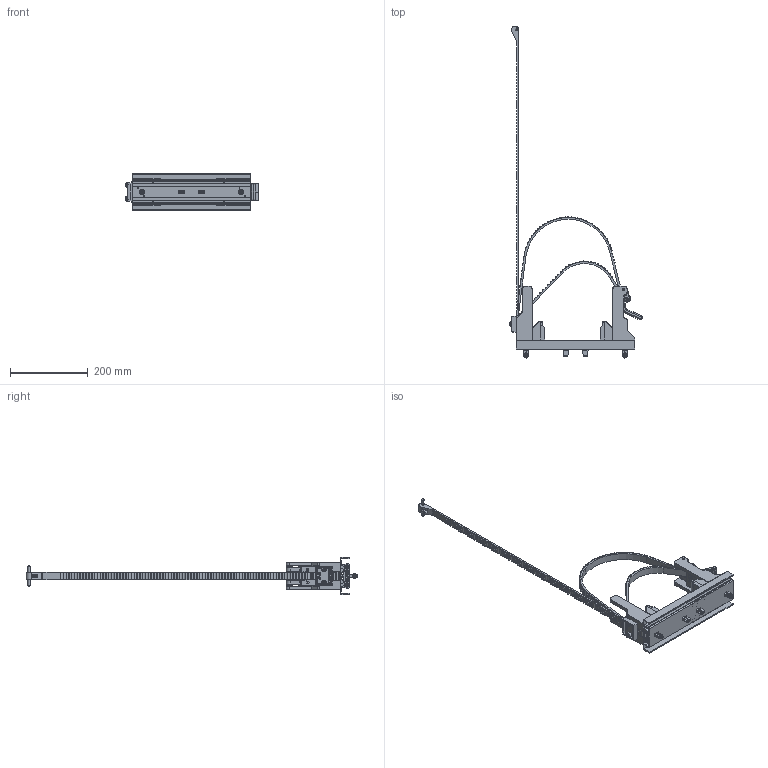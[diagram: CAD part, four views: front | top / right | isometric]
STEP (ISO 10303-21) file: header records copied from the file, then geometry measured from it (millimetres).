
FILE_DESCRIPTION (( 'STEP AP203' ), '1' );
FILE_NAME ('LE K5020 3D Model.STEP', '2021-02-16T19:13:12', ( '' ), ( '' ), 'SwSTEP 2.0', 'SolidWorks 2019', '' );
FILE_SCHEMA (( 'CONFIG_CONTROL_DESIGN' ));
Length unit declared in the file: inch
Products named in the file (24): 1020-202; 1020-401; 1020-201; 3017_HFBOLT 0.25-20x1.25x0.75-C; 1020-901.RA; 7016; 2035n_10" apart; 1020-206-B; 2104; 2069LN_MSHXNUT 0.250-20-S-N; 1020-205 (in use); 2104-201_collapsed; 7016 Spread_step7; LE K5020 3D Model; 1020-205-1 (LONG IN SHORT); 1020-203.RB; 1020-204; 2049; 1020-205-1; 7003; 7050B-12; 2104-202_collapsed; 2046
Assembly tree (45 placements, depth 3):
  LE K5020 3D Model
    1020-901.RA
      1020-204
      1020-203.RB
      1020-401  x2
    1020-201
    1020-202
    1020-205-1
    1020-206-B  x2
    3017_HFBOLT 0.25-20x1.25x0.75-C  x4
    1020-205 (in use)
    7050B-12
    7016 Spread_step7  x4
    2046  x4
    2035n_10" apart
      3017_HFBOLT 0.25-20x1.25x0.75-C  x2
      2069LN_MSHXNUT 0.250-20-S-N  x2
    7003
      2049  x4
      7016  x4
    1020-205-1 (LONG IN SHORT)
    2104
      2104-202_collapsed
      2104-201_collapsed
    2104
      2104-202_collapsed
      2104-201_collapsed
Bounding box: 341.42 x 853.53 x 95.25 mm (x, y, z)
Volume: 824609.2 mm3; surface area: 411476.4 mm2
Topology: 53 solids, 53 shells, 4908 faces, 12307 edges, 7596 vertices
Faces by surface type: plane 1656, cone 1259, cylinder 1128, bspline 647, torus 142, sphere 76
Entity records: 104833 total; most frequent: CARTESIAN_POINT 39351, ORIENTED_EDGE 13572, DIRECTION 12207, EDGE_CURVE 6786, VERTEX_POINT 4274, AXIS2_PLACEMENT_3D 4189, LINE 3829, VECTOR 3829
